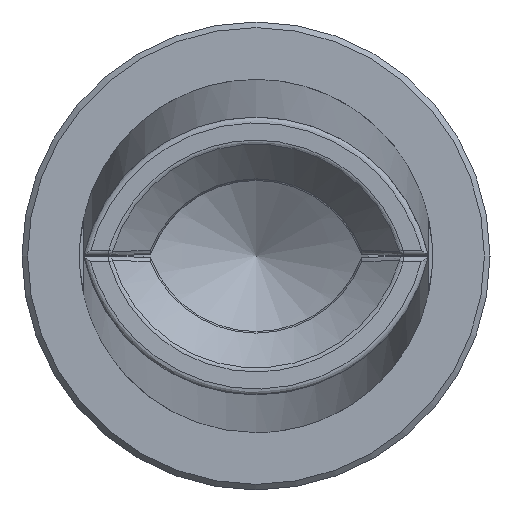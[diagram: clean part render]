
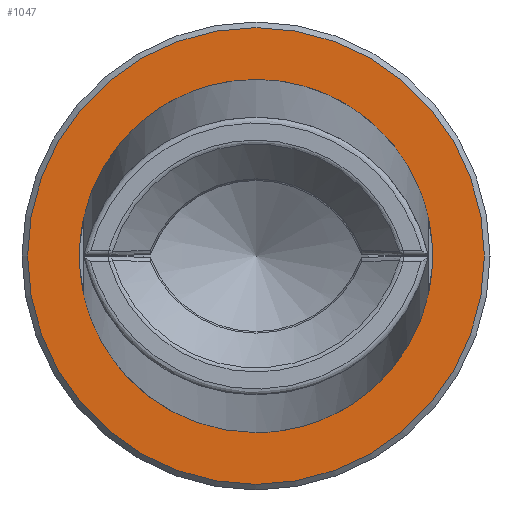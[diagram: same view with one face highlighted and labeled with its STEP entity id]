
A CAD part, left-side view. The second image highlights one B-rep face of the part: STEP entity #1047.
In plain terms, the highlighted planar face has unit normal (-1, 0, 0).
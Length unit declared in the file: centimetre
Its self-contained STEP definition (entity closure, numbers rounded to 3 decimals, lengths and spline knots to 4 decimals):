
#37 = ORIENTED_EDGE ( 'NONE', *, *, #2876, .F. ) ;
#40 = ORIENTED_EDGE ( 'NONE', *, *, #534, .F. ) ;
#422 = FACE_OUTER_BOUND ( 'NONE', #1652, .T. ) ;
#428 = FACE_BOUND ( 'NONE', #1642, .T. ) ;
#534 = EDGE_CURVE ( 'NONE', #2120, #2120, #1491, .T. ) ;
#548 = AXIS2_PLACEMENT_3D ( 'NONE', #2641, #2640, #2639 ) ;
#565 = AXIS2_PLACEMENT_3D ( 'NONE', #1187, #1193, #1194 ) ;
#805 = CARTESIAN_POINT ( 'NONE',  ( 0.7214, 0., 0. ) ) ;
#806 = DIRECTION ( 'NONE',  ( -1., 0., 0. ) ) ;
#807 = DIRECTION ( 'NONE',  ( 0., 0., -1. ) ) ;
#973 = CARTESIAN_POINT ( 'NONE',  ( 0.7214, 0., -0.1035 ) ) ;
#986 = CARTESIAN_POINT ( 'NONE',  ( 0.7214, 0., -0.08 ) ) ;
#1047 = ADVANCED_FACE ( 'NONE', ( #422, #428 ), #1188, .F. ) ;
#1187 = CARTESIAN_POINT ( 'NONE',  ( 0.7214, 0., 0. ) ) ;
#1188 = PLANE ( 'NONE',  #565 ) ;
#1193 = DIRECTION ( 'NONE',  ( 1., 0., 0. ) ) ;
#1194 = DIRECTION ( 'NONE',  ( 0., 0., -1. ) ) ;
#1416 = AXIS2_PLACEMENT_3D ( 'NONE', #805, #806, #807 ) ;
#1491 = CIRCLE ( 'NONE', #548, 0.1035 ) ;
#1642 = EDGE_LOOP ( 'NONE', ( #37 ) ) ;
#1652 = EDGE_LOOP ( 'NONE', ( #40 ) ) ;
#2087 = CIRCLE ( 'NONE', #1416, 0.08 ) ;
#2120 = VERTEX_POINT ( 'NONE', #973 ) ;
#2127 = VERTEX_POINT ( 'NONE', #986 ) ;
#2639 = DIRECTION ( 'NONE',  ( 0., 0., -1. ) ) ;
#2640 = DIRECTION ( 'NONE',  ( 1., 0., 0. ) ) ;
#2641 = CARTESIAN_POINT ( 'NONE',  ( 0.7214, 0., 0. ) ) ;
#2876 = EDGE_CURVE ( 'NONE', #2127, #2127, #2087, .T. ) ;
